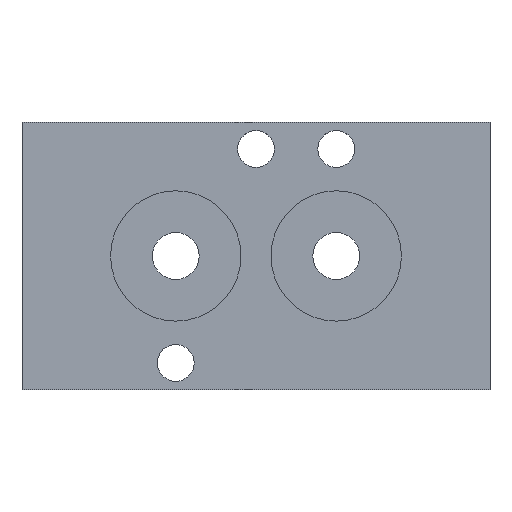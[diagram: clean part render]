
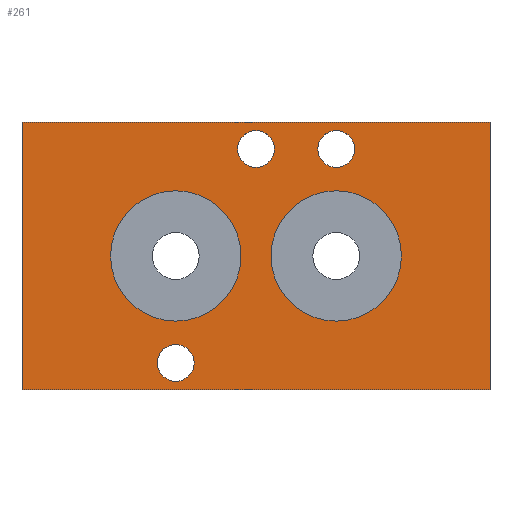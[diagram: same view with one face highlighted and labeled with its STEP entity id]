
A CAD part, top view. The second image highlights one B-rep face of the part: STEP entity #261.
In plain terms, the highlighted planar face has unit normal (0, 0, 1).
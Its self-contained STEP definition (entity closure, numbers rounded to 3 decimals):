
#1 = DIRECTION ( 'NONE',  ( 0., 0., 1. ) ) ;
#10 = EDGE_CURVE ( 'NONE', #744, #438, #313, .T. ) ;
#13 = EDGE_CURVE ( 'NONE', #750, #422, #601, .T. ) ;
#21 = VERTEX_POINT ( 'NONE', #164 ) ;
#24 = CIRCLE ( 'NONE', #85, 2.75 ) ;
#25 = EDGE_CURVE ( 'NONE', #255, #21, #647, .T. ) ;
#31 = DIRECTION ( 'NONE',  ( 0., 0., 1. ) ) ;
#34 = VERTEX_POINT ( 'NONE', #576 ) ;
#48 = CARTESIAN_POINT ( 'NONE',  ( 1., 16.75, 5. ) ) ;
#53 = CARTESIAN_POINT ( 'NONE',  ( 1., 14., 5. ) ) ;
#55 = CARTESIAN_POINT ( 'NONE',  ( 36., -22., 5. ) ) ;
#75 = AXIS2_PLACEMENT_3D ( 'NONE', #767, #697, #530 ) ;
#84 = CARTESIAN_POINT ( 'NONE',  ( 13., 14., 5. ) ) ;
#85 = AXIS2_PLACEMENT_3D ( 'NONE', #620, #31, #677 ) ;
#86 = CIRCLE ( 'NONE', #483, 2.75 ) ;
#87 = VECTOR ( 'NONE', #512, 1000. ) ;
#92 = DIRECTION ( 'NONE',  ( 0., 1., 0. ) ) ;
#98 = CIRCLE ( 'NONE', #75, 9.75 ) ;
#109 = DIRECTION ( 'NONE',  ( 0., 0., -1. ) ) ;
#120 = CARTESIAN_POINT ( 'NONE',  ( 1., 14., 5. ) ) ;
#130 = AXIS2_PLACEMENT_3D ( 'NONE', #167, #109, #230 ) ;
#140 = EDGE_CURVE ( 'NONE', #422, #750, #86, .T. ) ;
#143 = EDGE_CURVE ( 'NONE', #354, #239, #393, .T. ) ;
#152 = ORIENTED_EDGE ( 'NONE', *, *, #25, .T. ) ;
#153 = FACE_BOUND ( 'NONE', #383, .T. ) ;
#160 = CARTESIAN_POINT ( 'NONE',  ( 13., 7.75, 5. ) ) ;
#164 = CARTESIAN_POINT ( 'NONE',  ( -11., 7.75, 5. ) ) ;
#166 = EDGE_LOOP ( 'NONE', ( #661, #536 ) ) ;
#167 = CARTESIAN_POINT ( 'NONE',  ( -11., -2., 5. ) ) ;
#189 = ORIENTED_EDGE ( 'NONE', *, *, #405, .T. ) ;
#190 = CARTESIAN_POINT ( 'NONE',  ( -11., -20.75, 5. ) ) ;
#193 = DIRECTION ( 'NONE',  ( -1., 0., 0. ) ) ;
#195 = DIRECTION ( 'NONE',  ( 1., 0., 0. ) ) ;
#203 = CARTESIAN_POINT ( 'NONE',  ( -11., -2., 5. ) ) ;
#230 = DIRECTION ( 'NONE',  ( 0., 1., 0. ) ) ;
#239 = VERTEX_POINT ( 'NONE', #726 ) ;
#243 = AXIS2_PLACEMENT_3D ( 'NONE', #607, #610, #195 ) ;
#251 = AXIS2_PLACEMENT_3D ( 'NONE', #271, #669, #735 ) ;
#252 = ORIENTED_EDGE ( 'NONE', *, *, #13, .F. ) ;
#253 = ORIENTED_EDGE ( 'NONE', *, *, #443, .F. ) ;
#255 = VERTEX_POINT ( 'NONE', #387 ) ;
#257 = PLANE ( 'NONE',  #243 ) ;
#261 = ADVANCED_FACE ( 'NONE', ( #550, #284, #589, #153, #447, #466 ), #257, .T. ) ;
#264 = EDGE_LOOP ( 'NONE', ( #468, #333, #548, #327 ) ) ;
#268 = LINE ( 'NONE', #374, #275 ) ;
#269 = CARTESIAN_POINT ( 'NONE',  ( 1., 18., 5. ) ) ;
#271 = CARTESIAN_POINT ( 'NONE',  ( 13., 14., 5. ) ) ;
#275 = VECTOR ( 'NONE', #193, 1000. ) ;
#284 = FACE_BOUND ( 'NONE', #166, .T. ) ;
#292 = AXIS2_PLACEMENT_3D ( 'NONE', #615, #395, #92 ) ;
#293 = DIRECTION ( 'NONE',  ( 0., -1., 0. ) ) ;
#304 = CIRCLE ( 'NONE', #292, 9.75 ) ;
#308 = EDGE_CURVE ( 'NONE', #713, #744, #268, .T. ) ;
#313 = LINE ( 'NONE', #356, #633 ) ;
#325 = DIRECTION ( 'NONE',  ( 0., 1., 0. ) ) ;
#327 = ORIENTED_EDGE ( 'NONE', *, *, #308, .F. ) ;
#331 = CARTESIAN_POINT ( 'NONE',  ( -34., 18., 5. ) ) ;
#333 = ORIENTED_EDGE ( 'NONE', *, *, #430, .F. ) ;
#354 = VERTEX_POINT ( 'NONE', #190 ) ;
#356 = CARTESIAN_POINT ( 'NONE',  ( -34., -2., 5. ) ) ;
#374 = CARTESIAN_POINT ( 'NONE',  ( 1., -22., 5. ) ) ;
#383 = EDGE_LOOP ( 'NONE', ( #189, #152 ) ) ;
#387 = CARTESIAN_POINT ( 'NONE',  ( -11., -11.75, 5. ) ) ;
#393 = CIRCLE ( 'NONE', #613, 2.75 ) ;
#395 = DIRECTION ( 'NONE',  ( 0., 0., -1. ) ) ;
#398 = ORIENTED_EDGE ( 'NONE', *, *, #684, .T. ) ;
#403 = CARTESIAN_POINT ( 'NONE',  ( 13., -11.75, 5. ) ) ;
#405 = EDGE_CURVE ( 'NONE', #21, #255, #715, .T. ) ;
#407 = ORIENTED_EDGE ( 'NONE', *, *, #140, .F. ) ;
#416 = LINE ( 'NONE', #269, #87 ) ;
#422 = VERTEX_POINT ( 'NONE', #563 ) ;
#426 = EDGE_LOOP ( 'NONE', ( #253, #639 ) ) ;
#430 = EDGE_CURVE ( 'NONE', #438, #752, #416, .T. ) ;
#438 = VERTEX_POINT ( 'NONE', #331 ) ;
#443 = EDGE_CURVE ( 'NONE', #505, #34, #666, .T. ) ;
#447 = FACE_BOUND ( 'NONE', #566, .T. ) ;
#450 = AXIS2_PLACEMENT_3D ( 'NONE', #203, #738, #617 ) ;
#465 = EDGE_CURVE ( 'NONE', #239, #354, #24, .T. ) ;
#466 = FACE_OUTER_BOUND ( 'NONE', #264, .T. ) ;
#468 = ORIENTED_EDGE ( 'NONE', *, *, #749, .F. ) ;
#480 = EDGE_CURVE ( 'NONE', #34, #505, #535, .T. ) ;
#483 = AXIS2_PLACEMENT_3D ( 'NONE', #120, #542, #653 ) ;
#484 = CARTESIAN_POINT ( 'NONE',  ( -34., -22., 5. ) ) ;
#495 = EDGE_CURVE ( 'NONE', #532, #616, #304, .T. ) ;
#504 = DIRECTION ( 'NONE',  ( 0., 0., 1. ) ) ;
#505 = VERTEX_POINT ( 'NONE', #557 ) ;
#512 = DIRECTION ( 'NONE',  ( 1., 0., 0. ) ) ;
#516 = ORIENTED_EDGE ( 'NONE', *, *, #495, .T. ) ;
#517 = DIRECTION ( 'NONE',  ( 0., 1., 0. ) ) ;
#527 = AXIS2_PLACEMENT_3D ( 'NONE', #53, #579, #698 ) ;
#528 = CARTESIAN_POINT ( 'NONE',  ( 36., -2., 5. ) ) ;
#530 = DIRECTION ( 'NONE',  ( 0., 1., 0. ) ) ;
#532 = VERTEX_POINT ( 'NONE', #160 ) ;
#535 = CIRCLE ( 'NONE', #763, 2.75 ) ;
#536 = ORIENTED_EDGE ( 'NONE', *, *, #143, .F. ) ;
#538 = DIRECTION ( 'NONE',  ( 0., 1., 0. ) ) ;
#542 = DIRECTION ( 'NONE',  ( 0., 0., 1. ) ) ;
#548 = ORIENTED_EDGE ( 'NONE', *, *, #10, .F. ) ;
#550 = FACE_BOUND ( 'NONE', #586, .T. ) ;
#557 = CARTESIAN_POINT ( 'NONE',  ( 13., 16.75, 5. ) ) ;
#563 = CARTESIAN_POINT ( 'NONE',  ( 1., 11.25, 5. ) ) ;
#566 = EDGE_LOOP ( 'NONE', ( #516, #398 ) ) ;
#576 = CARTESIAN_POINT ( 'NONE',  ( 13., 11.25, 5. ) ) ;
#579 = DIRECTION ( 'NONE',  ( 0., 0., 1. ) ) ;
#581 = CARTESIAN_POINT ( 'NONE',  ( 36., 18., 5. ) ) ;
#586 = EDGE_LOOP ( 'NONE', ( #252, #407 ) ) ;
#589 = FACE_BOUND ( 'NONE', #426, .T. ) ;
#598 = CARTESIAN_POINT ( 'NONE',  ( -11., -18., 5. ) ) ;
#601 = CIRCLE ( 'NONE', #527, 2.75 ) ;
#607 = CARTESIAN_POINT ( 'NONE',  ( -34., -22., 5. ) ) ;
#610 = DIRECTION ( 'NONE',  ( 0., 0., 1. ) ) ;
#613 = AXIS2_PLACEMENT_3D ( 'NONE', #598, #1, #538 ) ;
#615 = CARTESIAN_POINT ( 'NONE',  ( 13., -2., 5. ) ) ;
#616 = VERTEX_POINT ( 'NONE', #403 ) ;
#617 = DIRECTION ( 'NONE',  ( 0., 1., 0. ) ) ;
#620 = CARTESIAN_POINT ( 'NONE',  ( -11., -18., 5. ) ) ;
#633 = VECTOR ( 'NONE', #517, 1000. ) ;
#639 = ORIENTED_EDGE ( 'NONE', *, *, #480, .F. ) ;
#647 = CIRCLE ( 'NONE', #130, 9.75 ) ;
#653 = DIRECTION ( 'NONE',  ( 0., 1., 0. ) ) ;
#661 = ORIENTED_EDGE ( 'NONE', *, *, #465, .F. ) ;
#666 = CIRCLE ( 'NONE', #251, 2.75 ) ;
#669 = DIRECTION ( 'NONE',  ( 0., 0., 1. ) ) ;
#672 = VECTOR ( 'NONE', #293, 1000. ) ;
#677 = DIRECTION ( 'NONE',  ( 0., 1., 0. ) ) ;
#684 = EDGE_CURVE ( 'NONE', #616, #532, #98, .T. ) ;
#697 = DIRECTION ( 'NONE',  ( 0., 0., -1. ) ) ;
#698 = DIRECTION ( 'NONE',  ( 0., 1., 0. ) ) ;
#713 = VERTEX_POINT ( 'NONE', #55 ) ;
#715 = CIRCLE ( 'NONE', #450, 9.75 ) ;
#716 = LINE ( 'NONE', #528, #672 ) ;
#726 = CARTESIAN_POINT ( 'NONE',  ( -11., -15.25, 5. ) ) ;
#735 = DIRECTION ( 'NONE',  ( 0., 1., 0. ) ) ;
#738 = DIRECTION ( 'NONE',  ( 0., 0., -1. ) ) ;
#744 = VERTEX_POINT ( 'NONE', #484 ) ;
#749 = EDGE_CURVE ( 'NONE', #752, #713, #716, .T. ) ;
#750 = VERTEX_POINT ( 'NONE', #48 ) ;
#752 = VERTEX_POINT ( 'NONE', #581 ) ;
#763 = AXIS2_PLACEMENT_3D ( 'NONE', #84, #504, #325 ) ;
#767 = CARTESIAN_POINT ( 'NONE',  ( 13., -2., 5. ) ) ;
